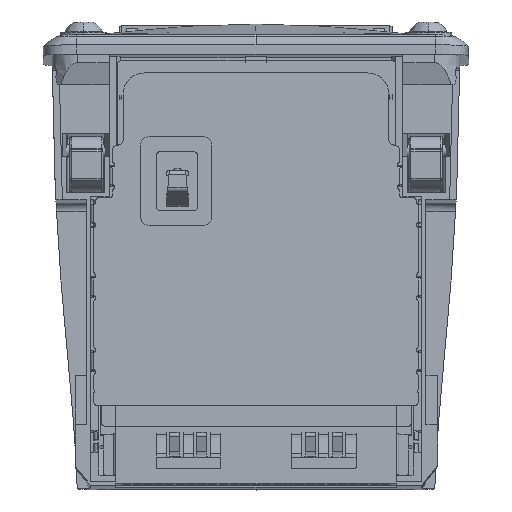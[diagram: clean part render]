
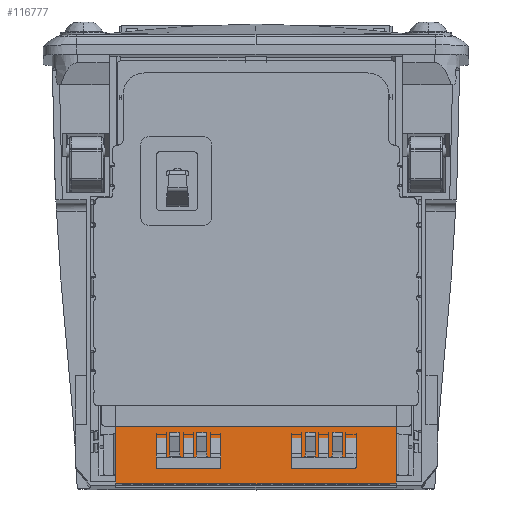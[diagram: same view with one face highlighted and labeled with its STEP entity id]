
A CAD part, front view. The second image highlights one B-rep face of the part: STEP entity #116777.
In plain terms, the highlighted planar face has unit normal (0, -0.998, 0.063).
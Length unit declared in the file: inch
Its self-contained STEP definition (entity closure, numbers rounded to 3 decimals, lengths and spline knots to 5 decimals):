
#1687 = CARTESIAN_POINT ( 'NONE',  ( 0.64961, 0.01569, -1.18018 ) ) ;
#15272 = EDGE_CURVE ( 'NONE', #108663, #111155, #143748, .T. ) ;
#15341 = EDGE_CURVE ( 'NONE', #111155, #54905, #32297, .T. ) ;
#20286 = EDGE_CURVE ( 'NONE', #54905, #119108, #55297, .T. ) ;
#22885 = ORIENTED_EDGE ( 'NONE', *, *, #20286, .T. ) ;
#25872 = AXIS2_PLACEMENT_3D ( 'NONE', #112406, #39810, #133770 ) ;
#27274 = PLANE ( 'NONE',  #25872 ) ;
#32297 = LINE ( 'NONE', #42242, #60205 ) ;
#33118 = DIRECTION ( 'NONE',  ( 0., -0.063, -0.998 ) ) ;
#39810 = DIRECTION ( 'NONE',  ( 0., 0.998, -0.063 ) ) ;
#41764 = LINE ( 'NONE', #118447, #99350 ) ;
#42242 = CARTESIAN_POINT ( 'NONE',  ( 0.64961, 0.03855, -0.81841 ) ) ;
#54905 = VERTEX_POINT ( 'NONE', #77782 ) ;
#55297 = LINE ( 'NONE', #58550, #75711 ) ;
#58550 = CARTESIAN_POINT ( 'NONE',  ( -0.64961, 0.03855, -0.81841 ) ) ;
#60205 = VECTOR ( 'NONE', #67185, 39.37008 ) ;
#67185 = DIRECTION ( 'NONE',  ( -1., 0., 0. ) ) ;
#70242 = DIRECTION ( 'NONE',  ( -1., 0., 0. ) ) ;
#75711 = VECTOR ( 'NONE', #33118, 39.37008 ) ;
#77782 = CARTESIAN_POINT ( 'NONE',  ( -0.64961, 0.03855, -0.81841 ) ) ;
#83543 = CARTESIAN_POINT ( 'NONE',  ( 0.64961, 0.03855, -0.81841 ) ) ;
#85675 = CARTESIAN_POINT ( 'NONE',  ( 0.64961, 0.01569, -1.18018 ) ) ;
#86853 = EDGE_LOOP ( 'NONE', ( #22885, #136756, #146913, #88424 ) ) ;
#88424 = ORIENTED_EDGE ( 'NONE', *, *, #15341, .T. ) ;
#99350 = VECTOR ( 'NONE', #70242, 39.37008 ) ;
#108663 = VERTEX_POINT ( 'NONE', #85675 ) ;
#111155 = VERTEX_POINT ( 'NONE', #83543 ) ;
#112406 = CARTESIAN_POINT ( 'NONE',  ( 0.64961, 0.01569, -1.18018 ) ) ;
#116777 = ADVANCED_FACE ( 'NONE', ( #118632 ), #27274, .F. ) ;
#118447 = CARTESIAN_POINT ( 'NONE',  ( 0., 0.01569, -1.18018 ) ) ;
#118632 = FACE_OUTER_BOUND ( 'NONE', #86853, .T. ) ;
#119108 = VERTEX_POINT ( 'NONE', #153223 ) ;
#123740 = DIRECTION ( 'NONE',  ( 0., 0.063, 0.998 ) ) ;
#133770 = DIRECTION ( 'NONE',  ( 0., 0.063, 0.998 ) ) ;
#134061 = EDGE_CURVE ( 'NONE', #108663, #119108, #41764, .T. ) ;
#136756 = ORIENTED_EDGE ( 'NONE', *, *, #134061, .F. ) ;
#138239 = VECTOR ( 'NONE', #123740, 39.37008 ) ;
#143748 = LINE ( 'NONE', #1687, #138239 ) ;
#146913 = ORIENTED_EDGE ( 'NONE', *, *, #15272, .T. ) ;
#153223 = CARTESIAN_POINT ( 'NONE',  ( -0.64961, 0.01569, -1.18018 ) ) ;
